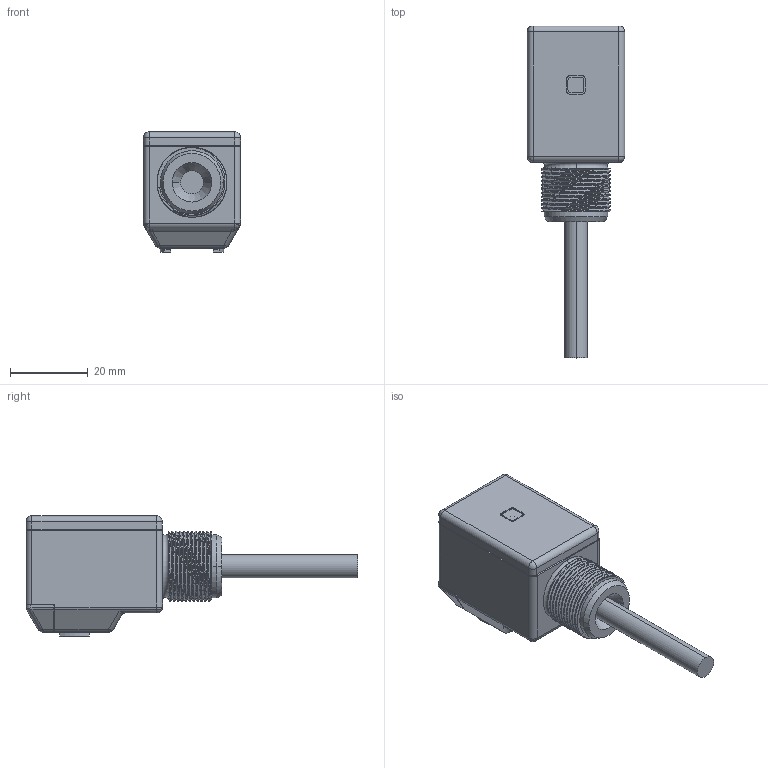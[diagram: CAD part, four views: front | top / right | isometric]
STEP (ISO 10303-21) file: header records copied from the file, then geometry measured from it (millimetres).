
FILE_DESCRIPTION((''),'2;1');
FILE_NAME('188703_ASM','2015-11-06T',('pdmadmin'),(''),'PRO/ENGINEER BY PARAMETRIC TECHNOLOGY CORPORATION, 2013230','PRO/ENGINEER BY PARAMETRIC TECHNOLOGY CORPORATION, 2013230','');
FILE_SCHEMA(('CONFIG_CONTROL_DESIGN'));
Length unit declared in the file: inch
Products named in the file (11): 31792_AF0; 31901; 32843_AF0; 69966; 32034_AF0; 09461_AF0; 53834; 119617; 136030_ASM; 40005_ASM; 188703_ASM
Assembly tree (11 placements, depth 4):
  188703_ASM
    31792_AF0
    31901  x2
    32843_AF0
    69966
    32034_AF0
    09461_AF0
    40005_ASM
      136030_ASM
        53834
        119617
Bounding box: 24.99 x 85.32 x 30.99 mm (x, y, z)
Volume: 12735.9 mm3; surface area: 19833.3 mm2
Topology: 9 solids, 9 shells, 535 faces, 1365 edges, 861 vertices
Faces by surface type: plane 254, cylinder 210, cone 23, bspline 22, sphere 18, torus 4, revolution 4
Entity records: 19534 total; most frequent: CARTESIAN_POINT 7560, ORIENTED_EDGE 2482, DIRECTION 2401, EDGE_CURVE 1241, AXIS2_PLACEMENT_3D 844, VERTEX_POINT 790, VECTOR 709, LINE 709
